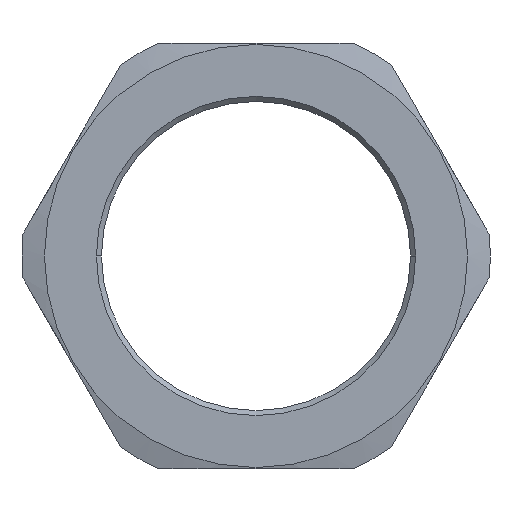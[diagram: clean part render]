
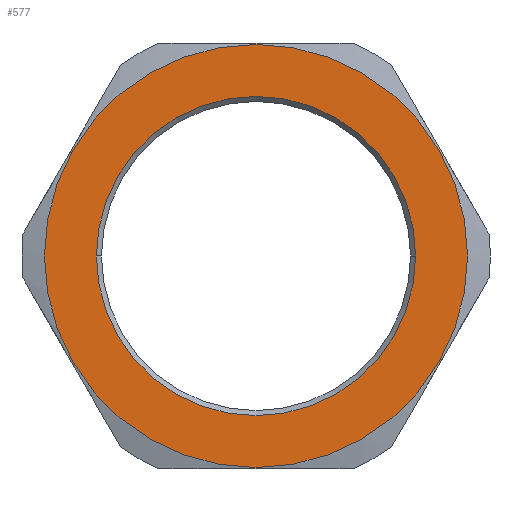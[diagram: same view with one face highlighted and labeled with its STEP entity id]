
A CAD part, left-side view. The second image highlights one B-rep face of the part: STEP entity #577.
In plain terms, the highlighted planar face has unit normal (-1, 0, 0).
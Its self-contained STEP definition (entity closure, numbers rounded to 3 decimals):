
#8 = EDGE_LOOP ( 'NONE', ( #415, #889 ) ) ;
#18 = VERTEX_POINT ( 'NONE', #109 ) ;
#29 = EDGE_CURVE ( 'NONE', #712, #356, #107, .T. ) ;
#36 = DIRECTION ( 'NONE',  ( 0., 0., -1. ) ) ;
#52 = DIRECTION ( 'NONE',  ( 0., 0., 1. ) ) ;
#107 = CIRCLE ( 'NONE', #906, 41.75 ) ;
#109 = CARTESIAN_POINT ( 'NONE',  ( 0., 31.5, 0. ) ) ;
#134 = EDGE_CURVE ( 'NONE', #267, #18, #506, .T. ) ;
#171 = AXIS2_PLACEMENT_3D ( 'NONE', #1097, #582, #36 ) ;
#183 = FACE_BOUND ( 'NONE', #711, .T. ) ;
#267 = VERTEX_POINT ( 'NONE', #435 ) ;
#308 = CARTESIAN_POINT ( 'NONE',  ( 0., 0., -41.75 ) ) ;
#324 = AXIS2_PLACEMENT_3D ( 'NONE', #537, #881, #366 ) ;
#356 = VERTEX_POINT ( 'NONE', #308 ) ;
#360 = EDGE_CURVE ( 'NONE', #18, #267, #997, .T. ) ;
#366 = DIRECTION ( 'NONE',  ( 0., 0., -1. ) ) ;
#401 = DIRECTION ( 'NONE',  ( 1., 0., 0. ) ) ;
#411 = ORIENTED_EDGE ( 'NONE', *, *, #360, .T. ) ;
#415 = ORIENTED_EDGE ( 'NONE', *, *, #433, .T. ) ;
#433 = EDGE_CURVE ( 'NONE', #356, #712, #748, .T. ) ;
#435 = CARTESIAN_POINT ( 'NONE',  ( 0., -31.5, 0. ) ) ;
#468 = CARTESIAN_POINT ( 'NONE',  ( 0., 0., 0. ) ) ;
#486 = AXIS2_PLACEMENT_3D ( 'NONE', #917, #401, #1005 ) ;
#506 = CIRCLE ( 'NONE', #486, 31.5 ) ;
#520 = CARTESIAN_POINT ( 'NONE',  ( 0., 0., 41.75 ) ) ;
#537 = CARTESIAN_POINT ( 'NONE',  ( 0., 0., 0. ) ) ;
#560 = DIRECTION ( 'NONE',  ( 0., 0., 1. ) ) ;
#577 = ADVANCED_FACE ( 'NONE', ( #183, #1107 ), #714, .F. ) ;
#582 = DIRECTION ( 'NONE',  ( 1., 0., 0. ) ) ;
#594 = DIRECTION ( 'NONE',  ( -1., 0., 0. ) ) ;
#639 = ORIENTED_EDGE ( 'NONE', *, *, #134, .T. ) ;
#711 = EDGE_LOOP ( 'NONE', ( #639, #411 ) ) ;
#712 = VERTEX_POINT ( 'NONE', #520 ) ;
#714 = PLANE ( 'NONE',  #324 ) ;
#748 = CIRCLE ( 'NONE', #755, 41.75 ) ;
#755 = AXIS2_PLACEMENT_3D ( 'NONE', #1112, #594, #52 ) ;
#881 = DIRECTION ( 'NONE',  ( 1., 0., 0. ) ) ;
#889 = ORIENTED_EDGE ( 'NONE', *, *, #29, .T. ) ;
#906 = AXIS2_PLACEMENT_3D ( 'NONE', #468, #1078, #560 ) ;
#917 = CARTESIAN_POINT ( 'NONE',  ( 0., 0., 0. ) ) ;
#997 = CIRCLE ( 'NONE', #171, 31.5 ) ;
#1005 = DIRECTION ( 'NONE',  ( 0., 0., -1. ) ) ;
#1078 = DIRECTION ( 'NONE',  ( -1., 0., 0. ) ) ;
#1097 = CARTESIAN_POINT ( 'NONE',  ( 0., 0., 0. ) ) ;
#1107 = FACE_OUTER_BOUND ( 'NONE', #8, .T. ) ;
#1112 = CARTESIAN_POINT ( 'NONE',  ( 0., 0., 0. ) ) ;
